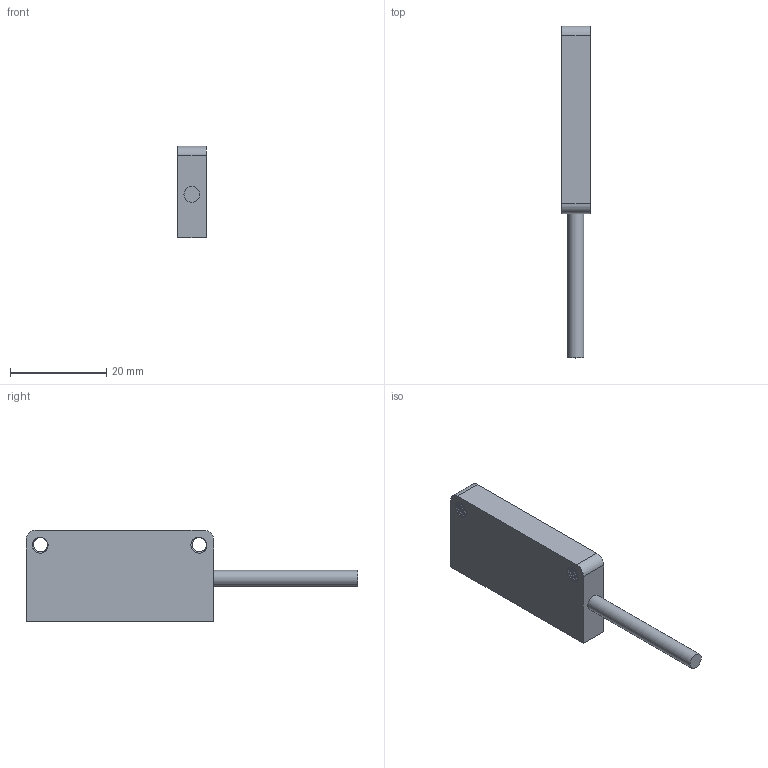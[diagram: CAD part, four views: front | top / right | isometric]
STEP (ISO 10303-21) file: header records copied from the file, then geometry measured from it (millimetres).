
FILE_DESCRIPTION(/* description */ (''),/* implementation_level */ '2;1');
FILE_NAME(/* name */ 'EX-LTA40.stp',/* time_stamp */ '2023-04-10T10:34:39+08:00',/* author */ (''),/* organization */ (''),/* preprocessor_version */ 'ST-DEVELOPER v16.7',/* originating_system */ 'SIEMENS PLM Software NX 12.0',/* authorisation */ '');
FILE_SCHEMA (('AUTOMOTIVE_DESIGN { 1 0 10303 214 3 1 1 1 }'));
Length unit declared in the file: millimetre
Products named in the file (1): EX-LTA40
Bounding box: 5.95 x 69 x 19 mm (x, y, z)
Volume: 4554 mm3; surface area: 2647.3 mm2
Topology: 2 solids, 2 shells, 87 faces, 147 edges, 98 vertices
Faces by surface type: plane 42, cylinder 41, bspline 4
Full cylindrical faces by diameter (mm): 0.25 x34, 3.3 x1
Entity records: 9839 total; most frequent: CARTESIAN_POINT 8236, DIRECTION 346, ORIENTED_EDGE 224, AXIS2_PLACEMENT_3D 166, EDGE_LOOP 160, EDGE_CURVE 112, FACE_BOUND 111, VERTEX_POINT 98
